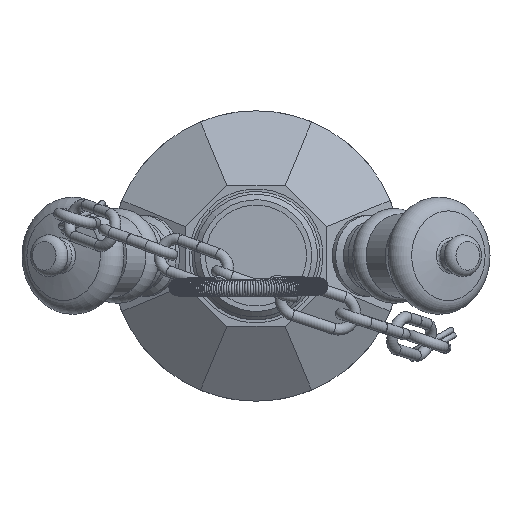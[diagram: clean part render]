
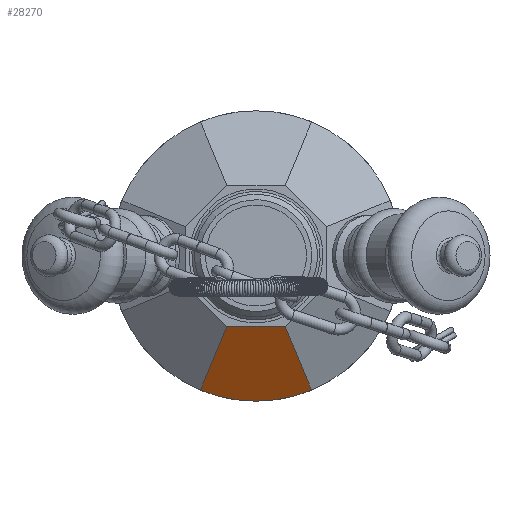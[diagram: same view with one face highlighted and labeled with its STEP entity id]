
A CAD part, top view. The second image highlights one B-rep face of the part: STEP entity #28270.
In plain terms, the highlighted planar face has unit normal (0, -0.574, 0.819).
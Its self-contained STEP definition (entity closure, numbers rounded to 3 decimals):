
#27976=CARTESIAN_POINT('',(-9.95,-24.021,26.986));
#27977=VERTEX_POINT('',#27976);
#28032=CARTESIAN_POINT('',(9.95,-24.021,26.986));
#28033=VERTEX_POINT('',#28032);
#28041=CARTESIAN_POINT('',(0.0,0.0,43.805));
#28042=DIRECTION('',(0.0,0.574,-0.819));
#28043=DIRECTION('',(0.0,-0.819,-0.574));
#28044=AXIS2_PLACEMENT_3D('',#28041,#28042,#28043);
#28045=ELLIPSE('',#28044,31.74,26.);
#28046=EDGE_CURVE('',#28033,#27977,#28045,.T.);
#28070=CARTESIAN_POINT('',(-5.209,-12.575,35.0));
#28071=VERTEX_POINT('',#28070);
#28078=CARTESIAN_POINT('',(5.209,-12.575,35.0));
#28079=VERTEX_POINT('',#28078);
#28080=CARTESIAN_POINT('',(-5.209,-12.575,35.0));
#28081=DIRECTION('',(1.0,0.0,0.0));
#28082=VECTOR('',#28081,10.418);
#28083=LINE('',#28080,#28082);
#28084=EDGE_CURVE('',#28071,#28079,#28083,.T.);
#28191=CARTESIAN_POINT('',(-5.209,-12.575,35.0));
#28192=DIRECTION('',(-0.321,-0.776,-0.543));
#28193=VECTOR('',#28192,14.755);
#28194=LINE('',#28191,#28193);
#28195=EDGE_CURVE('',#28071,#27977,#28194,.T.);
#28254=CARTESIAN_POINT('',(-26.001,13.31,53.125));
#28255=DIRECTION('',(0.0,0.574,-0.819));
#28256=DIRECTION('',(-1.0,0.0,0.0));
#28257=AXIS2_PLACEMENT_3D('',#28254,#28255,#28256);
#28258=PLANE('',#28257);
#28259=ORIENTED_EDGE('',*,*,#28195,.T.);
#28260=ORIENTED_EDGE('',*,*,#28046,.F.);
#28261=CARTESIAN_POINT('',(9.95,-24.021,26.986));
#28262=DIRECTION('',(-0.321,0.776,0.543));
#28263=VECTOR('',#28262,14.755);
#28264=LINE('',#28261,#28263);
#28265=EDGE_CURVE('',#28033,#28079,#28264,.T.);
#28266=ORIENTED_EDGE('',*,*,#28265,.T.);
#28267=ORIENTED_EDGE('',*,*,#28084,.F.);
#28268=EDGE_LOOP('',(#28259,#28260,#28266,#28267));
#28269=FACE_OUTER_BOUND('',#28268,.T.);
#28270=ADVANCED_FACE('',(#28269),#28258,.F.);
